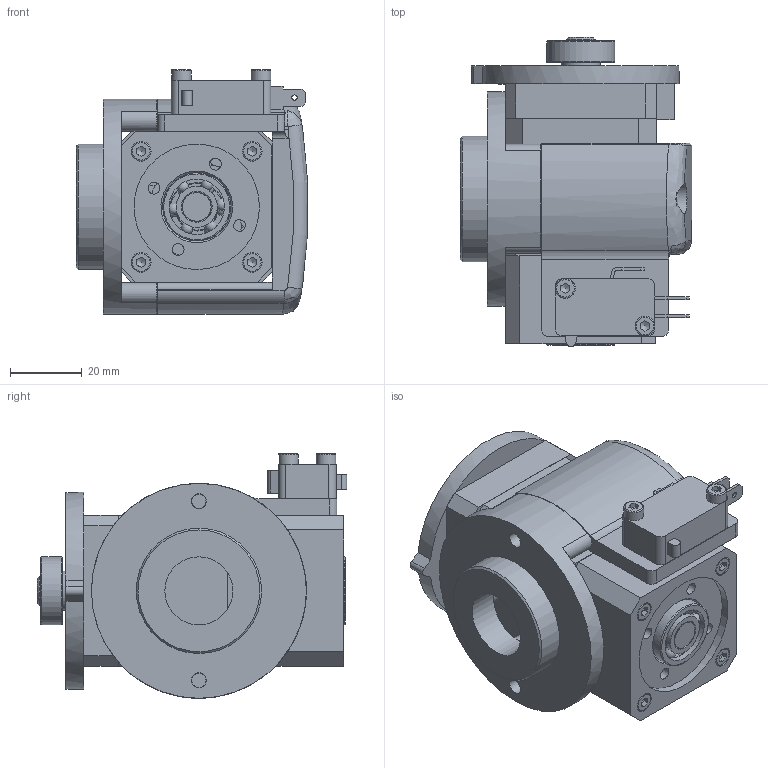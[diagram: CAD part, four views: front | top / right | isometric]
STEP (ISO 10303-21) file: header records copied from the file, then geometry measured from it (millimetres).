
FILE_DESCRIPTION(/* description */ (''),/* implementation_level */ '2;1');
FILE_NAME(/* name */ 'shoulder_link.stp',/* time_stamp */ '2021-11-24T19:23:04+01:00',/* author */ ('Teo'),/* organization */ (''),/* preprocessor_version */ 'ST-DEVELOPER v18.1',/* originating_system */ 'Autodesk Inventor 2022',/* authorisation */ '');
FILE_SCHEMA (('AUTOMOTIVE_DESIGN { 1 0 10303 214 3 1 1 }'));
Length unit declared in the file: millimetre
Products named in the file (1): shoulder_link
Bounding box: 64.55 x 86.4 x 68.29 mm (x, y, z)
Volume: 186909.2 mm3; surface area: 53852.3 mm2
Topology: 21 solids, 37 shells, 755 faces, 1922 edges, 1221 vertices
Faces by surface type: plane 367, cylinder 214, cone 72, torus 69, sphere 18, bspline 15
Full cylindrical faces by diameter (mm): 0.6 x9, 1.016 x5, 1.5 x3, 2.5 x2, 3 x12, 3.25 x2, 3.3 x4, 4.2 x2, 5 x2, 5.5 x10, 6 x4, 7 x4, 8 x7, 9.1 x2, 11 x3, 11.52 x6, 15 x2, 15.48 x6, 19 x6, 30 x1, 34 x1, 35 x2, 37 x1, 38 x2, 60 x1
Entity records: 26287 total; most frequent: CARTESIAN_POINT 6578, DIRECTION 4190, ORIENTED_EDGE 3812, EDGE_CURVE 1906, AXIS2_PLACEMENT_3D 1695, VERTEX_POINT 1293, CIRCLE 951, EDGE_LOOP 905
